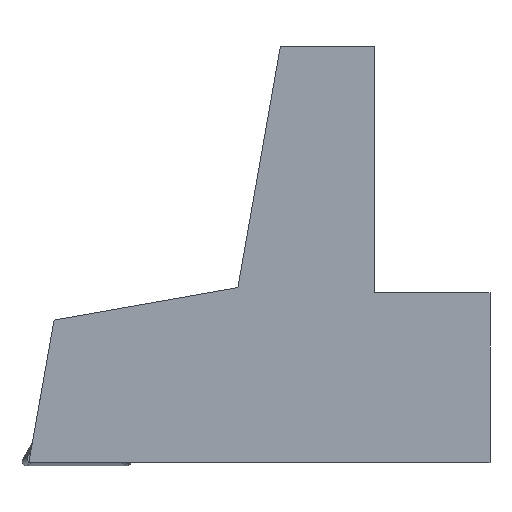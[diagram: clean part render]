
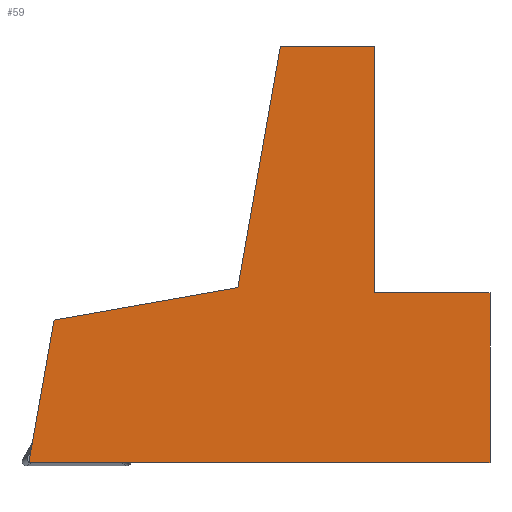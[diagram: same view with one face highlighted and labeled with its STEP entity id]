
A CAD part, front view. The second image highlights one B-rep face of the part: STEP entity #59.
In plain terms, the highlighted planar face has unit normal (0, -1, 0).
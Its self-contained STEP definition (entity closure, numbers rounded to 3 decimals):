
#59=ADVANCED_FACE('',(#103),#83,.F.);
#83=PLANE('',#495);
#103=FACE_OUTER_BOUND('',#127,.T.);
#127=EDGE_LOOP('',(#151,#152,#153,#154,#155,#156,#157,#158));
#151=ORIENTED_EDGE('',*,*,#308,.F.);
#152=ORIENTED_EDGE('',*,*,#309,.F.);
#153=ORIENTED_EDGE('',*,*,#310,.F.);
#154=ORIENTED_EDGE('',*,*,#311,.F.);
#155=ORIENTED_EDGE('',*,*,#312,.F.);
#156=ORIENTED_EDGE('',*,*,#313,.F.);
#157=ORIENTED_EDGE('',*,*,#314,.F.);
#158=ORIENTED_EDGE('',*,*,#315,.F.);
#269=VERTEX_POINT('',#655);
#270=VERTEX_POINT('',#656);
#271=VERTEX_POINT('',#658);
#272=VERTEX_POINT('',#660);
#273=VERTEX_POINT('',#662);
#274=VERTEX_POINT('',#664);
#275=VERTEX_POINT('',#666);
#276=VERTEX_POINT('',#668);
#308=EDGE_CURVE('',#269,#270,#367,.T.);
#309=EDGE_CURVE('',#271,#269,#368,.T.);
#310=EDGE_CURVE('',#272,#271,#369,.T.);
#311=EDGE_CURVE('',#273,#272,#370,.T.);
#312=EDGE_CURVE('',#274,#273,#371,.T.);
#313=EDGE_CURVE('',#275,#274,#372,.T.);
#314=EDGE_CURVE('',#276,#275,#373,.T.);
#315=EDGE_CURVE('',#270,#276,#374,.T.);
#367=LINE('',#654,#418);
#368=LINE('',#657,#419);
#369=LINE('',#659,#420);
#370=LINE('',#661,#421);
#371=LINE('',#663,#422);
#372=LINE('',#665,#423);
#373=LINE('',#667,#424);
#374=LINE('',#669,#425);
#418=VECTOR('',#535,1.);
#419=VECTOR('',#536,1.);
#420=VECTOR('',#537,1.);
#421=VECTOR('',#538,1.);
#422=VECTOR('',#539,1.);
#423=VECTOR('',#540,1.);
#424=VECTOR('',#541,1.);
#425=VECTOR('',#542,1.);
#495=AXIS2_PLACEMENT_3D('',#670,#543,#544);
#535=DIRECTION('',(-1.,0.,0.));
#536=DIRECTION('',(0.,0.,-1.));
#537=DIRECTION('',(1.,0.,0.));
#538=DIRECTION('',(0.,0.,-1.));
#539=DIRECTION('',(1.,0.,0.));
#540=DIRECTION('',(0.174,0.,0.985));
#541=DIRECTION('',(0.985,0.,0.174));
#542=DIRECTION('',(0.174,0.,0.985));
#543=DIRECTION('',(0.,1.,0.));
#544=DIRECTION('',(-1.,0.,0.));
#654=CARTESIAN_POINT('',(11.,-4.1,-16.22));
#655=CARTESIAN_POINT('',(11.,-4.1,-16.22));
#656=CARTESIAN_POINT('',(-33.,-4.1,-16.22));
#657=CARTESIAN_POINT('',(11.,-4.1,0.));
#658=CARTESIAN_POINT('',(11.,-4.1,0.));
#659=CARTESIAN_POINT('',(0.,-4.1,0.));
#660=CARTESIAN_POINT('',(0.,-4.1,0.));
#661=CARTESIAN_POINT('',(0.,-4.1,23.5));
#662=CARTESIAN_POINT('',(0.,-4.1,23.5));
#663=CARTESIAN_POINT('',(-9.,-4.1,23.5));
#664=CARTESIAN_POINT('',(-9.,-4.1,23.5));
#665=CARTESIAN_POINT('',(-13.058,-4.1,0.483));
#666=CARTESIAN_POINT('',(-13.058,-4.1,0.483));
#667=CARTESIAN_POINT('',(-30.6,-4.1,-2.61));
#668=CARTESIAN_POINT('',(-30.6,-4.1,-2.61));
#669=CARTESIAN_POINT('',(-33.,-4.1,-16.22));
#670=CARTESIAN_POINT('',(-33.82,-4.1,-16.5));
